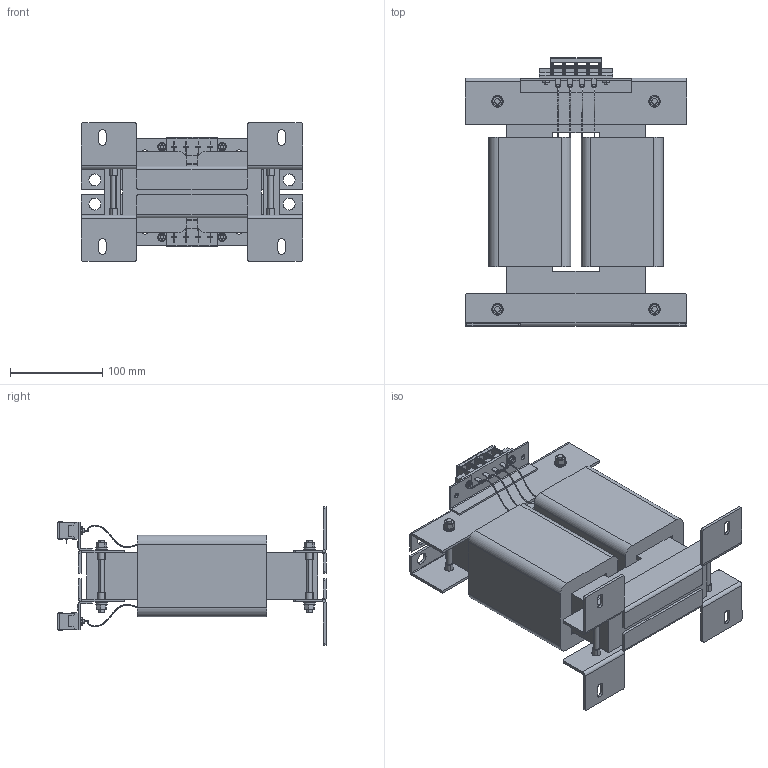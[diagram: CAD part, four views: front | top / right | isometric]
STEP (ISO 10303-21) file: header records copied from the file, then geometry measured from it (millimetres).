
FILE_DESCRIPTION (( 'STEP AP214' ), '1' );
FILE_NAME ('9512 STEP.STEP', '2025-04-12T05:20:48', ( '' ), ( '' ), 'SwSTEP 2.0', 'SolidWorks 2022', '' );
FILE_SCHEMA (( 'AUTOMOTIVE_DESIGN' ));
Length unit declared in the file: millimetre
Products named in the file (1): 9512 STEP
Bounding box: 240 x 290 x 150 mm (x, y, z)
Volume: 3790291.1 mm3; surface area: 586167.7 mm2
Topology: 68 solids, 68 shells, 2588 faces, 6322 edges, 3880 vertices
Faces by surface type: plane 1488, cylinder 564, bspline 208, cone 200, torus 128
Entity records: 115437 total; most frequent: CARTESIAN_POINT 27501, ORIENTED_EDGE 12580, DIRECTION 11220, EDGE_CURVE 6290, VERTEX_POINT 3880, VECTOR 3802, LINE 3802, AXIS2_PLACEMENT_3D 3709
